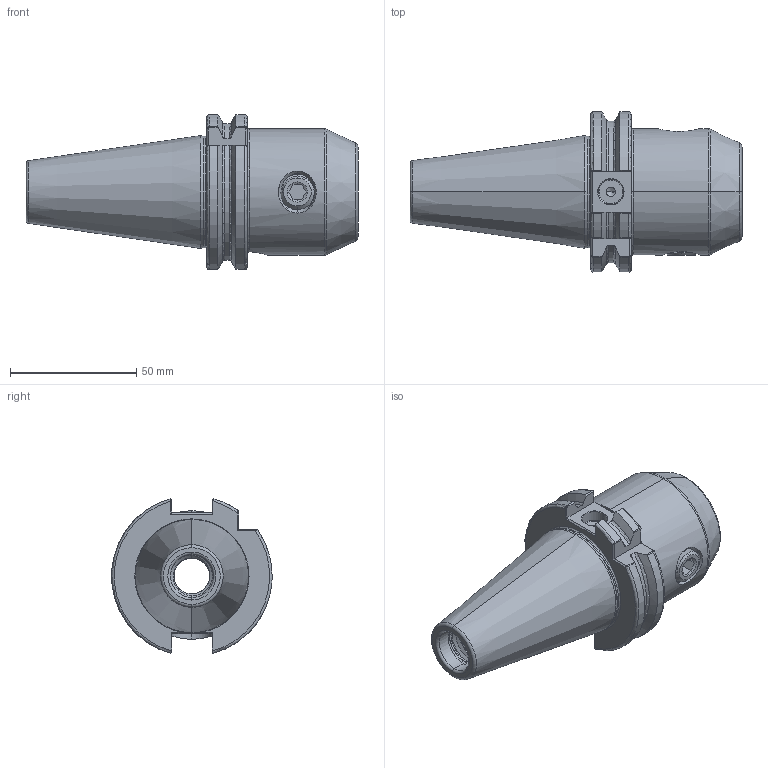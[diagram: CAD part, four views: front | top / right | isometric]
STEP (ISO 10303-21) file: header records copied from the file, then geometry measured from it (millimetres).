
FILE_DESCRIPTION (( 'STEP AP203' ), '1' );
FILE_NAME ('402.04.18.STEP', '2016-11-25T07:18:23', ( '' ), ( '' ), 'SwSTEP 2.0', 'SolidWorks 2012', '' );
FILE_SCHEMA (( 'CONFIG_CONTROL_DESIGN' ));
Length unit declared in the file: millimetre
Products named in the file (3): 402.04.18; 側固14_M14x2_16L
Assembly tree (2 placements, depth 2):
  402.04.18
    402.04.18
    側固14_M14x2_16L
Bounding box: 131.4 x 63.41 x 61.24 mm (x, y, z)
Volume: 165491 mm3; surface area: 32314.5 mm2
Topology: 2 solids, 2 shells, 228 faces, 587 edges, 368 vertices
Faces by surface type: cylinder 78, plane 51, torus 34, cone 32, bspline 31, sphere 2
Entity records: 20521 total; most frequent: CARTESIAN_POINT 15359, ORIENTED_EDGE 1166, DIRECTION 847, EDGE_CURVE 583, VERTEX_POINT 368, AXIS2_PLACEMENT_3D 334, EDGE_LOOP 241, ADVANCED_FACE 228
